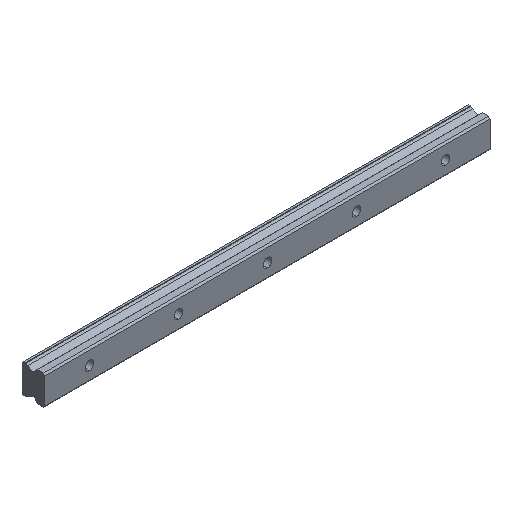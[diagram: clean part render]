
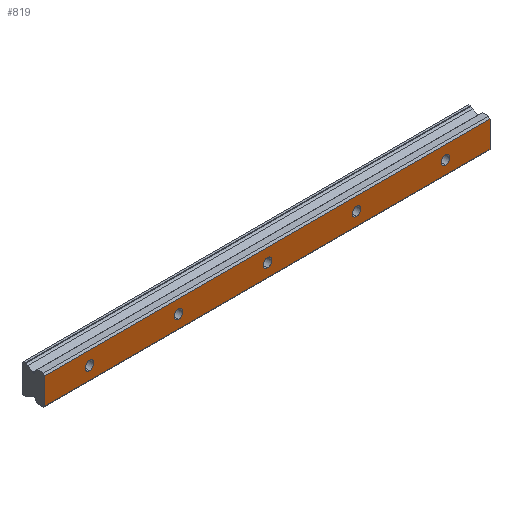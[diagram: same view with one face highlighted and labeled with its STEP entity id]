
A CAD part, isometric view. The second image highlights one B-rep face of the part: STEP entity #819.
In plain terms, the highlighted planar face has unit normal (0, -1, 0).
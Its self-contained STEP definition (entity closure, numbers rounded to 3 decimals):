
#8 = EDGE_CURVE ( 'NONE', #707, #90, #1313, .T. ) ;
#10 = CIRCLE ( 'NONE', #973, 3. ) ;
#16 = DIRECTION ( 'NONE',  ( -1., 0., 0. ) ) ;
#23 = ORIENTED_EDGE ( 'NONE', *, *, #104, .F. ) ;
#26 = CARTESIAN_POINT ( 'NONE',  ( 60., 0., 3. ) ) ;
#67 = FACE_OUTER_BOUND ( 'NONE', #1076, .T. ) ;
#73 = ORIENTED_EDGE ( 'NONE', *, *, #1441, .F. ) ;
#89 = CARTESIAN_POINT ( 'NONE',  ( 120., 0., 0. ) ) ;
#90 = VERTEX_POINT ( 'NONE', #346 ) ;
#95 = FACE_BOUND ( 'NONE', #1299, .T. ) ;
#97 = VERTEX_POINT ( 'NONE', #1445 ) ;
#101 = EDGE_LOOP ( 'NONE', ( #342, #1595 ) ) ;
#104 = EDGE_CURVE ( 'NONE', #987, #715, #1343, .T. ) ;
#139 = DIRECTION ( 'NONE',  ( 0., -1., 0. ) ) ;
#144 = VERTEX_POINT ( 'NONE', #1589 ) ;
#145 = DIRECTION ( 'NONE',  ( 0., -1., 0. ) ) ;
#147 = EDGE_CURVE ( 'NONE', #1131, #97, #531, .T. ) ;
#199 = ORIENTED_EDGE ( 'NONE', *, *, #1373, .F. ) ;
#209 = DIRECTION ( 'NONE',  ( 0., -1., 0. ) ) ;
#221 = DIRECTION ( 'NONE',  ( 0., -1., 0. ) ) ;
#241 = CARTESIAN_POINT ( 'NONE',  ( 240., 0., 0. ) ) ;
#245 = CARTESIAN_POINT ( 'NONE',  ( -30., 0., 8.82 ) ) ;
#253 = DIRECTION ( 'NONE',  ( 0., -1., 0. ) ) ;
#257 = AXIS2_PLACEMENT_3D ( 'NONE', #1524, #1421, #611 ) ;
#284 = CARTESIAN_POINT ( 'NONE',  ( 0., 0., 3. ) ) ;
#290 = CIRCLE ( 'NONE', #1232, 3. ) ;
#302 = CARTESIAN_POINT ( 'NONE',  ( 270., 0., 8.82 ) ) ;
#335 = CARTESIAN_POINT ( 'NONE',  ( -30., 0., 8.82 ) ) ;
#342 = ORIENTED_EDGE ( 'NONE', *, *, #859, .F. ) ;
#346 = CARTESIAN_POINT ( 'NONE',  ( 0., 0., -3. ) ) ;
#363 = EDGE_CURVE ( 'NONE', #1690, #490, #1621, .T. ) ;
#367 = CARTESIAN_POINT ( 'NONE',  ( 270., 0., 8.82 ) ) ;
#389 = LINE ( 'NONE', #906, #421 ) ;
#391 = AXIS2_PLACEMENT_3D ( 'NONE', #718, #253, #1269 ) ;
#399 = AXIS2_PLACEMENT_3D ( 'NONE', #813, #1452, #1203 ) ;
#408 = VERTEX_POINT ( 'NONE', #1499 ) ;
#421 = VECTOR ( 'NONE', #16, 1000. ) ;
#445 = VERTEX_POINT ( 'NONE', #1526 ) ;
#448 = CIRCLE ( 'NONE', #757, 3. ) ;
#452 = CARTESIAN_POINT ( 'NONE',  ( -30., 0., -8.82 ) ) ;
#453 = CARTESIAN_POINT ( 'NONE',  ( 180., 0., 3. ) ) ;
#457 = EDGE_CURVE ( 'NONE', #90, #707, #290, .T. ) ;
#490 = VERTEX_POINT ( 'NONE', #1028 ) ;
#493 = EDGE_CURVE ( 'NONE', #1063, #1690, #1161, .T. ) ;
#497 = ORIENTED_EDGE ( 'NONE', *, *, #493, .F. ) ;
#511 = ORIENTED_EDGE ( 'NONE', *, *, #8, .F. ) ;
#531 = CIRCLE ( 'NONE', #399, 3. ) ;
#548 = DIRECTION ( 'NONE',  ( 0., -1., 0. ) ) ;
#572 = CARTESIAN_POINT ( 'NONE',  ( 240., 0., 3. ) ) ;
#594 = DIRECTION ( 'NONE',  ( 0., 0., 1. ) ) ;
#611 = DIRECTION ( 'NONE',  ( 0., 0., 1. ) ) ;
#615 = DIRECTION ( 'NONE',  ( 0., 0., 1. ) ) ;
#623 = FACE_BOUND ( 'NONE', #1711, .T. ) ;
#652 = VERTEX_POINT ( 'NONE', #26 ) ;
#707 = VERTEX_POINT ( 'NONE', #284 ) ;
#715 = VERTEX_POINT ( 'NONE', #453 ) ;
#718 = CARTESIAN_POINT ( 'NONE',  ( 180., 0., 0. ) ) ;
#743 = ORIENTED_EDGE ( 'NONE', *, *, #1657, .F. ) ;
#757 = AXIS2_PLACEMENT_3D ( 'NONE', #774, #145, #913 ) ;
#760 = DIRECTION ( 'NONE',  ( 0., 1., 0. ) ) ;
#763 = VERTEX_POINT ( 'NONE', #572 ) ;
#774 = CARTESIAN_POINT ( 'NONE',  ( 180., 0., 0. ) ) ;
#805 = CARTESIAN_POINT ( 'NONE',  ( 120., 0., 3. ) ) ;
#806 = VECTOR ( 'NONE', #1120, 1000. ) ;
#813 = CARTESIAN_POINT ( 'NONE',  ( 120., 0., 0. ) ) ;
#819 = ADVANCED_FACE ( 'NONE', ( #67, #623, #1166, #1369, #95, #1279 ), #1404, .F. ) ;
#831 = CIRCLE ( 'NONE', #257, 3. ) ;
#838 = AXIS2_PLACEMENT_3D ( 'NONE', #241, #139, #1582 ) ;
#859 = EDGE_CURVE ( 'NONE', #652, #445, #831, .T. ) ;
#894 = EDGE_CURVE ( 'NONE', #763, #408, #10, .T. ) ;
#899 = DIRECTION ( 'NONE',  ( 0., -1., 0. ) ) ;
#906 = CARTESIAN_POINT ( 'NONE',  ( 270., 0., -8.82 ) ) ;
#912 = EDGE_LOOP ( 'NONE', ( #199, #23 ) ) ;
#913 = DIRECTION ( 'NONE',  ( 0., 0., 1. ) ) ;
#973 = AXIS2_PLACEMENT_3D ( 'NONE', #1393, #899, #1434 ) ;
#987 = VERTEX_POINT ( 'NONE', #1448 ) ;
#1006 = AXIS2_PLACEMENT_3D ( 'NONE', #1572, #221, #1110 ) ;
#1028 = CARTESIAN_POINT ( 'NONE',  ( 270., 0., 8.82 ) ) ;
#1036 = AXIS2_PLACEMENT_3D ( 'NONE', #367, #760, #594 ) ;
#1063 = VERTEX_POINT ( 'NONE', #452 ) ;
#1068 = AXIS2_PLACEMENT_3D ( 'NONE', #89, #1677, #615 ) ;
#1076 = EDGE_LOOP ( 'NONE', ( #1427, #1308, #1179, #497 ) ) ;
#1090 = DIRECTION ( 'NONE',  ( 0., 0., 1. ) ) ;
#1098 = EDGE_CURVE ( 'NONE', #490, #144, #1630, .T. ) ;
#1099 = DIRECTION ( 'NONE',  ( 0., 0., -1. ) ) ;
#1104 = CARTESIAN_POINT ( 'NONE',  ( 270., 0., 8.82 ) ) ;
#1110 = DIRECTION ( 'NONE',  ( 0., 0., 1. ) ) ;
#1117 = CIRCLE ( 'NONE', #1068, 3. ) ;
#1119 = EDGE_CURVE ( 'NONE', #445, #652, #1150, .T. ) ;
#1120 = DIRECTION ( 'NONE',  ( 1., 0., 0. ) ) ;
#1131 = VERTEX_POINT ( 'NONE', #805 ) ;
#1138 = DIRECTION ( 'NONE',  ( 0., 0., 1. ) ) ;
#1150 = CIRCLE ( 'NONE', #1590, 3. ) ;
#1151 = VECTOR ( 'NONE', #1556, 1000. ) ;
#1161 = LINE ( 'NONE', #245, #1151 ) ;
#1166 = FACE_BOUND ( 'NONE', #1288, .T. ) ;
#1179 = ORIENTED_EDGE ( 'NONE', *, *, #363, .F. ) ;
#1203 = DIRECTION ( 'NONE',  ( 0., 0., 1. ) ) ;
#1232 = AXIS2_PLACEMENT_3D ( 'NONE', #1399, #209, #1138 ) ;
#1269 = DIRECTION ( 'NONE',  ( 0., 0., 1. ) ) ;
#1279 = FACE_BOUND ( 'NONE', #101, .T. ) ;
#1288 = EDGE_LOOP ( 'NONE', ( #1573, #73 ) ) ;
#1293 = CIRCLE ( 'NONE', #838, 3. ) ;
#1299 = EDGE_LOOP ( 'NONE', ( #1405, #743 ) ) ;
#1308 = ORIENTED_EDGE ( 'NONE', *, *, #1098, .F. ) ;
#1313 = CIRCLE ( 'NONE', #1006, 3. ) ;
#1336 = EDGE_CURVE ( 'NONE', #144, #1063, #389, .T. ) ;
#1343 = CIRCLE ( 'NONE', #391, 3. ) ;
#1360 = CARTESIAN_POINT ( 'NONE',  ( 60., 0., 0. ) ) ;
#1369 = FACE_BOUND ( 'NONE', #912, .T. ) ;
#1373 = EDGE_CURVE ( 'NONE', #715, #987, #448, .T. ) ;
#1393 = CARTESIAN_POINT ( 'NONE',  ( 240., 0., 0. ) ) ;
#1399 = CARTESIAN_POINT ( 'NONE',  ( 0., 0., 0. ) ) ;
#1404 = PLANE ( 'NONE',  #1036 ) ;
#1405 = ORIENTED_EDGE ( 'NONE', *, *, #147, .F. ) ;
#1421 = DIRECTION ( 'NONE',  ( 0., -1., 0. ) ) ;
#1427 = ORIENTED_EDGE ( 'NONE', *, *, #1336, .F. ) ;
#1434 = DIRECTION ( 'NONE',  ( 0., 0., 1. ) ) ;
#1441 = EDGE_CURVE ( 'NONE', #408, #763, #1293, .T. ) ;
#1445 = CARTESIAN_POINT ( 'NONE',  ( 120., 0., -3. ) ) ;
#1448 = CARTESIAN_POINT ( 'NONE',  ( 180., 0., -3. ) ) ;
#1452 = DIRECTION ( 'NONE',  ( 0., -1., 0. ) ) ;
#1499 = CARTESIAN_POINT ( 'NONE',  ( 240., 0., -3. ) ) ;
#1524 = CARTESIAN_POINT ( 'NONE',  ( 60., 0., 0. ) ) ;
#1526 = CARTESIAN_POINT ( 'NONE',  ( 60., 0., -3. ) ) ;
#1556 = DIRECTION ( 'NONE',  ( 0., 0., 1. ) ) ;
#1571 = ORIENTED_EDGE ( 'NONE', *, *, #457, .F. ) ;
#1572 = CARTESIAN_POINT ( 'NONE',  ( 0., 0., 0. ) ) ;
#1573 = ORIENTED_EDGE ( 'NONE', *, *, #894, .F. ) ;
#1582 = DIRECTION ( 'NONE',  ( 0., 0., 1. ) ) ;
#1589 = CARTESIAN_POINT ( 'NONE',  ( 270., 0., -8.82 ) ) ;
#1590 = AXIS2_PLACEMENT_3D ( 'NONE', #1360, #548, #1090 ) ;
#1595 = ORIENTED_EDGE ( 'NONE', *, *, #1119, .F. ) ;
#1615 = VECTOR ( 'NONE', #1099, 1000. ) ;
#1621 = LINE ( 'NONE', #302, #806 ) ;
#1630 = LINE ( 'NONE', #1104, #1615 ) ;
#1657 = EDGE_CURVE ( 'NONE', #97, #1131, #1117, .T. ) ;
#1677 = DIRECTION ( 'NONE',  ( 0., -1., 0. ) ) ;
#1690 = VERTEX_POINT ( 'NONE', #335 ) ;
#1711 = EDGE_LOOP ( 'NONE', ( #511, #1571 ) ) ;
